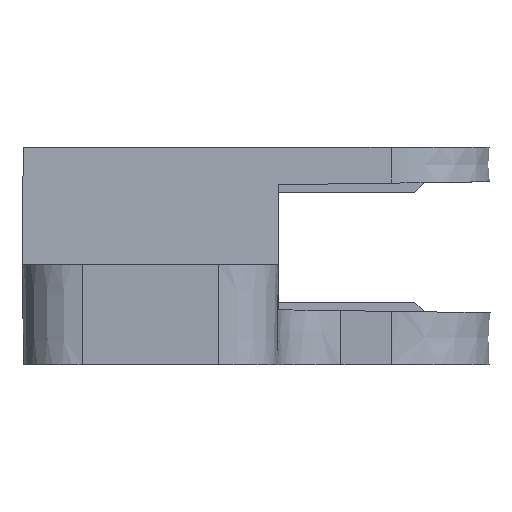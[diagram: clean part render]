
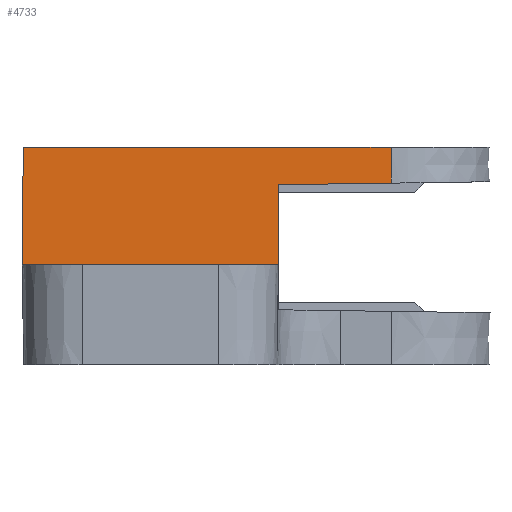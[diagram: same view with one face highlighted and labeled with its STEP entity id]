
A CAD part, left-side view. The second image highlights one B-rep face of the part: STEP entity #4733.
In plain terms, the highlighted planar face has unit normal (-1, 0, 0.014).
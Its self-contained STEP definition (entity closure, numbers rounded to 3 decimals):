
#139 = ORIENTED_EDGE ( 'NONE', *, *, #406, .T. ) ;
#230 = DIRECTION ( 'NONE',  ( -0.014, 0.014, -1. ) ) ;
#341 = CARTESIAN_POINT ( 'NONE',  ( -7.869, -10.75, 17.4 ) ) ;
#350 = PLANE ( 'NONE',  #4595 ) ;
#406 = EDGE_CURVE ( 'NONE', #3815, #3975, #3084, .T. ) ;
#695 = CARTESIAN_POINT ( 'NONE',  ( -8., 18.73, 8. ) ) ;
#749 = VECTOR ( 'NONE', #3804, 1000. ) ;
#769 = VECTOR ( 'NONE', #5225, 1000. ) ;
#778 = CARTESIAN_POINT ( 'NONE',  ( -7.869, 0., 17.4 ) ) ;
#837 = ORIENTED_EDGE ( 'NONE', *, *, #3231, .T. ) ;
#854 = CARTESIAN_POINT ( 'NONE',  ( -7.909, -10.75, 14.526 ) ) ;
#955 = CARTESIAN_POINT ( 'NONE',  ( -7.98, 18.75, 9.4 ) ) ;
#1141 = FACE_OUTER_BOUND ( 'NONE', #1389, .T. ) ;
#1300 = CARTESIAN_POINT ( 'NONE',  ( -7.996, 18.766, 8.262 ) ) ;
#1389 = EDGE_LOOP ( 'NONE', ( #1678, #139, #2032, #837, #5106, #1963, #4794 ) ) ;
#1423 = VERTEX_POINT ( 'NONE', #695 ) ;
#1664 = VECTOR ( 'NONE', #3072, 1000. ) ;
#1678 = ORIENTED_EDGE ( 'NONE', *, *, #4329, .T. ) ;
#1763 = CARTESIAN_POINT ( 'NONE',  ( -7.987, 18.743, 8.933 ) ) ;
#1865 = VECTOR ( 'NONE', #230, 1000. ) ;
#1963 = ORIENTED_EDGE ( 'NONE', *, *, #2356, .F. ) ;
#2002 = LINE ( 'NONE', #5409, #3003 ) ;
#2032 = ORIENTED_EDGE ( 'NONE', *, *, #2175, .T. ) ;
#2175 = EDGE_CURVE ( 'NONE', #3975, #4141, #3402, .T. ) ;
#2183 = CARTESIAN_POINT ( 'NONE',  ( -7.911, -1.75, 14.4 ) ) ;
#2188 = CARTESIAN_POINT ( 'NONE',  ( -8., 0., 8. ) ) ;
#2311 = VECTOR ( 'NONE', #3375, 1000. ) ;
#2356 = EDGE_CURVE ( 'NONE', #4548, #1423, #2544, .T. ) ;
#2424 = EDGE_CURVE ( 'NONE', #4548, #3458, #4859, .T. ) ;
#2544 = LINE ( 'NONE', #4758, #749 ) ;
#2629 = DIRECTION ( 'NONE',  ( 0.014, 0., 1. ) ) ;
#2669 = DIRECTION ( 'NONE',  ( -1., 0., 0.014 ) ) ;
#2830 = VERTEX_POINT ( 'NONE', #955 ) ;
#2883 = CARTESIAN_POINT ( 'NONE',  ( -8., -10.75, 8. ) ) ;
#3003 = VECTOR ( 'NONE', #3283, 1000. ) ;
#3072 = DIRECTION ( 'NONE',  ( 0., 1., 0. ) ) ;
#3084 = LINE ( 'NONE', #2883, #769 ) ;
#3231 = EDGE_CURVE ( 'NONE', #4141, #2830, #3308, .T. ) ;
#3283 = DIRECTION ( 'NONE',  ( 0., -1., 0.014 ) ) ;
#3308 = LINE ( 'NONE', #1300, #1865 ) ;
#3375 = DIRECTION ( 'NONE',  ( 0.014, 0., 1. ) ) ;
#3402 = LINE ( 'NONE', #778, #1664 ) ;
#3458 = VERTEX_POINT ( 'NONE', #2183 ) ;
#3674 = CARTESIAN_POINT ( 'NONE',  ( -7.869, 18.638, 17.4 ) ) ;
#3718 = CARTESIAN_POINT ( 'NONE',  ( -7.993, 18.737, 8.467 ) ) ;
#3804 = DIRECTION ( 'NONE',  ( 0., 1., 0. ) ) ;
#3815 = VERTEX_POINT ( 'NONE', #854 ) ;
#3975 = VERTEX_POINT ( 'NONE', #341 ) ;
#4141 = VERTEX_POINT ( 'NONE', #3674 ) ;
#4329 = EDGE_CURVE ( 'NONE', #3458, #3815, #2002, .T. ) ;
#4548 = VERTEX_POINT ( 'NONE', #5348 ) ;
#4558 = CARTESIAN_POINT ( 'NONE',  ( -7.98, 18.75, 9.4 ) ) ;
#4595 = AXIS2_PLACEMENT_3D ( 'NONE', #2188, #2669, #2629 ) ;
#4733 = ADVANCED_FACE ( 'NONE', ( #1141 ), #350, .T. ) ;
#4758 = CARTESIAN_POINT ( 'NONE',  ( -8., 0., 8. ) ) ;
#4794 = ORIENTED_EDGE ( 'NONE', *, *, #2424, .T. ) ;
#4821 = CARTESIAN_POINT ( 'NONE',  ( -8., -1.75, 8. ) ) ;
#4859 = LINE ( 'NONE', #4821, #2311 ) ;
#5106 = ORIENTED_EDGE ( 'NONE', *, *, #5420, .T. ) ;
#5225 = DIRECTION ( 'NONE',  ( 0.014, 0., 1. ) ) ;
#5348 = CARTESIAN_POINT ( 'NONE',  ( -8., -1.75, 8. ) ) ;
#5409 = CARTESIAN_POINT ( 'NONE',  ( -7.911, -1.75, 14.4 ) ) ;
#5420 = EDGE_CURVE ( 'NONE', #2830, #1423, #5829, .T. ) ;
#5545 = CARTESIAN_POINT ( 'NONE',  ( -8., 18.73, 8. ) ) ;
#5829 = B_SPLINE_CURVE_WITH_KNOTS ( 'NONE', 3,
 ( #4558, #1763, #3718, #5545 ),
 .UNSPECIFIED., .F., .F.,
 ( 4, 4 ),
 ( 0., 0.001 ),
 .UNSPECIFIED. ) ;
